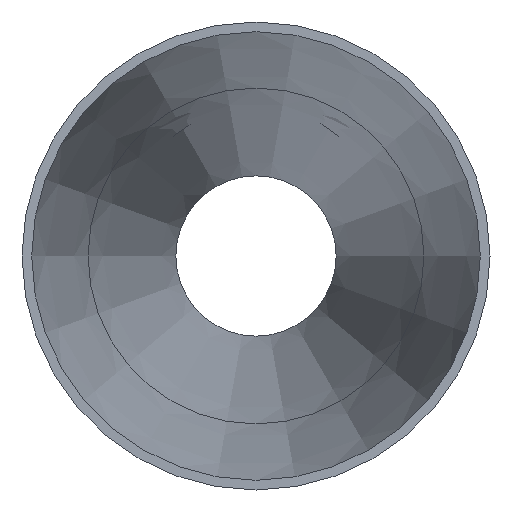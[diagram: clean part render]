
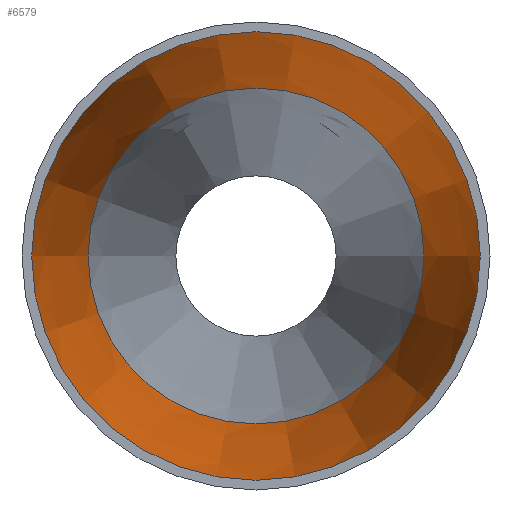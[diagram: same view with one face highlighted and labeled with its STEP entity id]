
A CAD part, left-side view. The second image highlights one B-rep face of the part: STEP entity #6579.
In plain terms, the highlighted conical face has half-angle 6.871 degrees and reference radius 42.57 mm.
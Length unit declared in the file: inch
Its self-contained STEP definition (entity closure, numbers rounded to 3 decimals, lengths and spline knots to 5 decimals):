
#93=FACE_BOUND('',#1179,.T.);
#779=FACE_OUTER_BOUND('',#1178,.T.);
#1178=EDGE_LOOP('',(#6149));
#1179=EDGE_LOOP('',(#6150));
#2242=CIRCLE('',#6943,1.435);
#2243=CIRCLE('',#6945,1.917);
#3233=VERTEX_POINT('',#14358);
#3234=VERTEX_POINT('',#14361);
#4208=EDGE_CURVE('',#3233,#3233,#2242,.T.);
#4209=EDGE_CURVE('',#3234,#3234,#2243,.T.);
#6149=ORIENTED_EDGE('',*,*,#4209,.T.);
#6150=ORIENTED_EDGE('',*,*,#4208,.T.);
#6195=CONICAL_SURFACE('',#6944,1.676,6.871);
#6579=ADVANCED_FACE('',(#779,#93),#6195,.F.);
#6943=AXIS2_PLACEMENT_3D('',#14359,#8126,#8127);
#6944=AXIS2_PLACEMENT_3D('',#14360,#8128,#8129);
#6945=AXIS2_PLACEMENT_3D('',#14362,#8130,#8131);
#8126=DIRECTION('center_axis',(1.,0.,0.));
#8127=DIRECTION('ref_axis',(0.,-1.,0.));
#8128=DIRECTION('center_axis',(-1.,0.,0.));
#8129=DIRECTION('ref_axis',(0.,-1.,0.));
#8130=DIRECTION('center_axis',(-1.,0.,0.));
#8131=DIRECTION('ref_axis',(0.,0.,
-1.));
#14358=CARTESIAN_POINT('',(4.,-1.435,0.));
#14359=CARTESIAN_POINT('Origin',(4.,0.,0.));
#14360=CARTESIAN_POINT('Origin',(2.,0.,0.));
#14361=CARTESIAN_POINT('',(0.,0.,
1.917));
#14362=CARTESIAN_POINT('Origin',(0.,0.,
0.));
